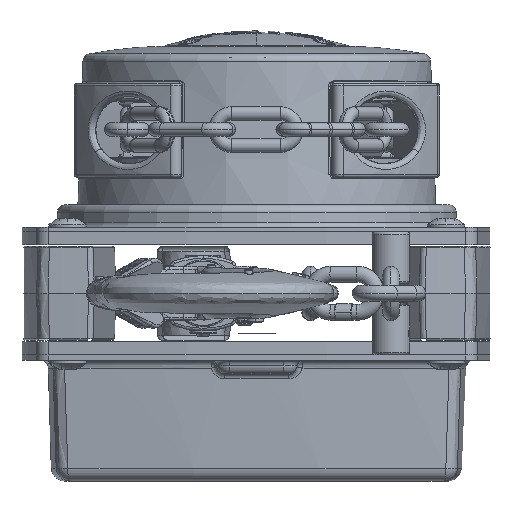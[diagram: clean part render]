
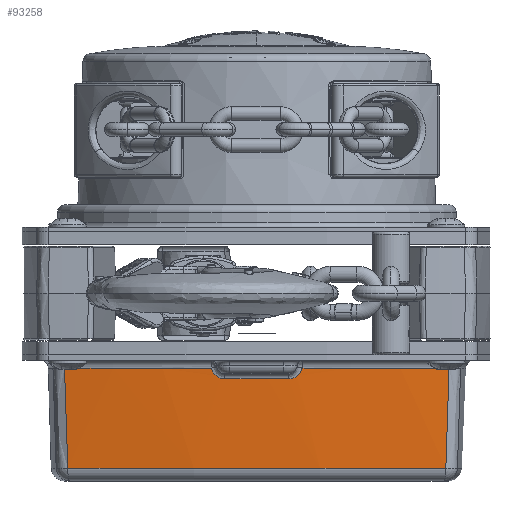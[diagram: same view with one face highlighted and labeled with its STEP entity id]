
A CAD part, front view. The second image highlights one B-rep face of the part: STEP entity #93258.
In plain terms, the highlighted conical face has half-angle 2 degrees and reference radius 543 mm.
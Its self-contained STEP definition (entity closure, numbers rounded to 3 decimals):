
#2946 = CARTESIAN_POINT ( 'NONE',  ( -71.647, -45.151, -27.895 ) ) ;
#2951 = CARTESIAN_POINT ( 'NONE',  ( 70.438, -43.997, -65.174 ) ) ;
#2952 = CARTESIAN_POINT ( 'NONE',  ( 71.647, -45.151, -27.895 ) ) ;
#2974 = CARTESIAN_POINT ( 'NONE',  ( -70.438, -43.997, -65.174 ) ) ;
#2975 = CARTESIAN_POINT ( 'NONE',  ( -70.842, -44.382, -52.748 ) ) ;
#2976 = CARTESIAN_POINT ( 'NONE',  ( -71.244, -44.766, -40.322 ) ) ;
#2977 = CARTESIAN_POINT ( 'NONE',  ( -71.647, -45.151, -27.895 ) ) ;
#2980 = CARTESIAN_POINT ( 'NONE',  ( -70.438, -43.997, -65.174 ) ) ;
#2982 = B_SPLINE_CURVE_WITH_KNOTS ( 'NONE', 3,
 ( #2977, #2976, #2975, #2974 ),
 .UNSPECIFIED., .F., .F.,
 ( 4, 4 ),
 ( 0.003, 0.04 ),
 .UNSPECIFIED. ) ;
#3110 = CIRCLE ( 'NONE', #3140, 541.597 ) ;
#3135 = DIRECTION ( 'NONE',  ( 1., 0., 0. ) ) ;
#3136 = DIRECTION ( 'NONE',  ( 0., 0., 1. ) ) ;
#3140 = AXIS2_PLACEMENT_3D ( 'NONE', #3142, #3136, #3135 ) ;
#3142 = CARTESIAN_POINT ( 'NONE',  ( 0., 493., -65.174 ) ) ;
#3144 = CARTESIAN_POINT ( 'NONE',  ( 71.647, -45.151, -27.895 ) ) ;
#3145 = CARTESIAN_POINT ( 'NONE',  ( 71.244, -44.766, -40.322 ) ) ;
#3146 = CARTESIAN_POINT ( 'NONE',  ( 70.842, -44.382, -52.748 ) ) ;
#3147 = CARTESIAN_POINT ( 'NONE',  ( 70.438, -43.997, -65.174 ) ) ;
#3150 = B_SPLINE_CURVE_WITH_KNOTS ( 'NONE', 3,
 ( #3147, #3146, #3145, #3144 ),
 .UNSPECIFIED., .F., .F.,
 ( 4, 4 ),
 ( 0., 0.037 ),
 .UNSPECIFIED. ) ;
#3195 = CIRCLE ( 'NONE', #3730, 542.899 ) ;
#3730 = AXIS2_PLACEMENT_3D ( 'NONE', #3745, #3740, #3739 ) ;
#3739 = DIRECTION ( 'NONE',  ( 1., 0., 0. ) ) ;
#3740 = DIRECTION ( 'NONE',  ( 0., 0., -1. ) ) ;
#3745 = CARTESIAN_POINT ( 'NONE',  ( 0., 493., -27.895 ) ) ;
#3773 = CARTESIAN_POINT ( 'NONE',  ( 14.899, -49.587, -30.974 ) ) ;
#3775 = CARTESIAN_POINT ( 'NONE',  ( 15.567, -49.588, -30.423 ) ) ;
#3776 = CARTESIAN_POINT ( 'NONE',  ( 15.939, -49.592, -29.989 ) ) ;
#3777 = CARTESIAN_POINT ( 'NONE',  ( 16.529, -49.609, -28.996 ) ) ;
#3778 = CARTESIAN_POINT ( 'NONE',  ( 16.733, -49.621, -28.462 ) ) ;
#3779 = CARTESIAN_POINT ( 'NONE',  ( 16.844, -49.638, -27.895 ) ) ;
#3780 = CARTESIAN_POINT ( 'NONE',  ( 0., 493., -25. ) ) ;
#3787 = B_SPLINE_CURVE_WITH_KNOTS ( 'NONE', 3,
 ( #3779, #3778, #3777, #3776, #3775, #3773, #3843, #3842, #3841, #3840, #3839, #3838 ),
 .UNSPECIFIED., .F., .F.,
 ( 4, 2, 2, 2, 2, 4 ),
 ( 0., 0.002, 0.003, 0.004, 0.005, 0.007 ),
 .UNSPECIFIED. ) ;
#3788 = CONICAL_SURFACE ( 'NONE', #3799, 543., 0.035 ) ;
#3789 = FACE_OUTER_BOUND ( 'NONE', #93246, .T. ) ;
#3790 = CARTESIAN_POINT ( 'NONE',  ( 11.956, -49.626, -31.93 ) ) ;
#3792 = CARTESIAN_POINT ( 'NONE',  ( -16.844, -49.638, -27.895 ) ) ;
#3793 = CARTESIAN_POINT ( 'NONE',  ( -11.956, -49.626, -31.93 ) ) ;
#3794 = DIRECTION ( 'NONE',  ( 1., 0., 0. ) ) ;
#3795 = DIRECTION ( 'NONE',  ( 0., 0., -1. ) ) ;
#3796 = CARTESIAN_POINT ( 'NONE',  ( 0., 493., -27.895 ) ) ;
#3799 = AXIS2_PLACEMENT_3D ( 'NONE', #3780, #3802, #3801 ) ;
#3801 = DIRECTION ( 'NONE',  ( 1., 0., 0. ) ) ;
#3802 = DIRECTION ( 'NONE',  ( 0., 0., 1. ) ) ;
#3803 = AXIS2_PLACEMENT_3D ( 'NONE', #3796, #3795, #3794 ) ;
#3809 = CIRCLE ( 'NONE', #3803, 542.899 ) ;
#3818 = CARTESIAN_POINT ( 'NONE',  ( 16.844, -49.638, -27.895 ) ) ;
#3838 = CARTESIAN_POINT ( 'NONE',  ( 11.956, -49.626, -31.93 ) ) ;
#3839 = CARTESIAN_POINT ( 'NONE',  ( 12.534, -49.614, -31.93 ) ) ;
#3840 = CARTESIAN_POINT ( 'NONE',  ( 13.094, -49.604, -31.832 ) ) ;
#3841 = CARTESIAN_POINT ( 'NONE',  ( 13.907, -49.593, -31.54 ) ) ;
#3842 = CARTESIAN_POINT ( 'NONE',  ( 14.169, -49.591, -31.419 ) ) ;
#3843 = CARTESIAN_POINT ( 'NONE',  ( 14.664, -49.588, -31.137 ) ) ;
#4069 = CIRCLE ( 'NONE', #4165, 542.758 ) ;
#4141 = CARTESIAN_POINT ( 'NONE',  ( -16.844, -49.638, -27.895 ) ) ;
#4142 = CARTESIAN_POINT ( 'NONE',  ( -16.733, -49.621, -28.462 ) ) ;
#4143 = CARTESIAN_POINT ( 'NONE',  ( -16.53, -49.609, -28.993 ) ) ;
#4144 = CARTESIAN_POINT ( 'NONE',  ( -16.089, -49.596, -29.736 ) ) ;
#4145 = CARTESIAN_POINT ( 'NONE',  ( -15.921, -49.593, -29.97 ) ) ;
#4146 = CARTESIAN_POINT ( 'NONE',  ( -15.551, -49.589, -30.404 ) ) ;
#4147 = CARTESIAN_POINT ( 'NONE',  ( -15.347, -49.587, -30.604 ) ) ;
#4148 = CARTESIAN_POINT ( 'NONE',  ( -14.903, -49.587, -30.972 ) ) ;
#4149 = CARTESIAN_POINT ( 'NONE',  ( -14.666, -49.588, -31.135 ) ) ;
#4150 = CARTESIAN_POINT ( 'NONE',  ( -14.171, -49.591, -31.418 ) ) ;
#4151 = CARTESIAN_POINT ( 'NONE',  ( -13.912, -49.593, -31.538 ) ) ;
#4152 = CARTESIAN_POINT ( 'NONE',  ( -13.097, -49.604, -31.832 ) ) ;
#4153 = CARTESIAN_POINT ( 'NONE',  ( -12.534, -49.614, -31.93 ) ) ;
#4159 = CARTESIAN_POINT ( 'NONE',  ( -11.956, -49.626, -31.93 ) ) ;
#4160 = B_SPLINE_CURVE_WITH_KNOTS ( 'NONE', 3,
 ( #4159, #4153, #4152, #4151, #4150, #4149, #4148, #4147, #4146, #4145, #4144, #4143, #4142, #4141 ),
 .UNSPECIFIED., .F., .F.,
 ( 4, 2, 2, 2, 2, 2, 4 ),
 ( 0., 0.002, 0.003, 0.003, 0.004, 0.005, 0.007 ),
 .UNSPECIFIED. ) ;
#4162 = DIRECTION ( 'NONE',  ( -1., 0., 0. ) ) ;
#4163 = DIRECTION ( 'NONE',  ( 0., 0., -1. ) ) ;
#4164 = CARTESIAN_POINT ( 'NONE',  ( 0., 493., -31.93 ) ) ;
#4165 = AXIS2_PLACEMENT_3D ( 'NONE', #4164, #4163, #4162 ) ;
#92990 = VERTEX_POINT ( 'NONE', #2952 ) ;
#92992 = VERTEX_POINT ( 'NONE', #2951 ) ;
#92995 = VERTEX_POINT ( 'NONE', #2946 ) ;
#92998 = EDGE_CURVE ( 'NONE', #92995, #93000, #2982, .T. ) ;
#93000 = VERTEX_POINT ( 'NONE', #2980 ) ;
#93051 = EDGE_CURVE ( 'NONE', #92992, #92990, #3150, .T. ) ;
#93056 = EDGE_CURVE ( 'NONE', #93000, #92992, #3110, .T. ) ;
#93237 = EDGE_CURVE ( 'NONE', #93261, #92995, #3195, .T. ) ;
#93240 = ORIENTED_EDGE ( 'NONE', *, *, #93056, .T. ) ;
#93241 = ORIENTED_EDGE ( 'NONE', *, *, #92998, .T. ) ;
#93244 = ORIENTED_EDGE ( 'NONE', *, *, #93051, .T. ) ;
#93246 = EDGE_LOOP ( 'NONE', ( #93255, #93249, #93260, #93254, #93259, #93241, #93240, #93244 ) ) ;
#93247 = EDGE_CURVE ( 'NONE', #92990, #93274, #3809, .T. ) ;
#93248 = VERTEX_POINT ( 'NONE', #3793 ) ;
#93249 = ORIENTED_EDGE ( 'NONE', *, *, #93256, .T. ) ;
#93254 = ORIENTED_EDGE ( 'NONE', *, *, #93317, .T. ) ;
#93255 = ORIENTED_EDGE ( 'NONE', *, *, #93247, .T. ) ;
#93256 = EDGE_CURVE ( 'NONE', #93274, #93257, #3787, .T. ) ;
#93257 = VERTEX_POINT ( 'NONE', #3790 ) ;
#93258 = ADVANCED_FACE ( 'NONE', ( #3789 ), #3788, .T. ) ;
#93259 = ORIENTED_EDGE ( 'NONE', *, *, #93237, .T. ) ;
#93260 = ORIENTED_EDGE ( 'NONE', *, *, #93316, .T. ) ;
#93261 = VERTEX_POINT ( 'NONE', #3792 ) ;
#93274 = VERTEX_POINT ( 'NONE', #3818 ) ;
#93316 = EDGE_CURVE ( 'NONE', #93257, #93248, #4069, .T. ) ;
#93317 = EDGE_CURVE ( 'NONE', #93248, #93261, #4160, .T. ) ;
